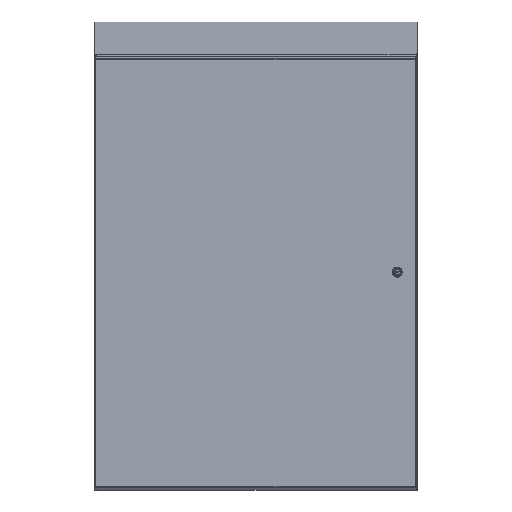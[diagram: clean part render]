
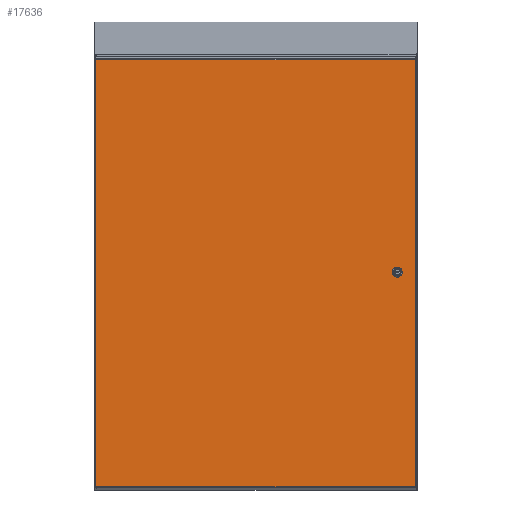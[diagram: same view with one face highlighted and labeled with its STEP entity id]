
A CAD part, top view. The second image highlights one B-rep face of the part: STEP entity #17636.
In plain terms, the highlighted planar face has unit normal (0, 0, 1).
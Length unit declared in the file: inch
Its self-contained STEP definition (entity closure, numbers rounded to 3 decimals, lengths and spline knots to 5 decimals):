
#739=PLANE('',#19085);
#1846=LINE('',#32996,#3215);
#1850=LINE('',#33008,#3219);
#1854=LINE('',#33020,#3223);
#1858=LINE('',#33030,#3227);
#1864=LINE('',#33065,#3233);
#1894=LINE('',#33353,#3263);
#1910=LINE('',#33643,#3279);
#1912=LINE('',#33647,#3281);
#3215=VECTOR('',#22299,0.42712);
#3219=VECTOR('',#22311,0.42712);
#3223=VECTOR('',#22323,0.42712);
#3227=VECTOR('',#22335,0.42712);
#3233=VECTOR('',#22345,47.64636);
#3263=VECTOR('',#22397,47.64636);
#3279=VECTOR('',#22431,35.6645);
#3281=VECTOR('',#22437,35.6645);
#4270=FACE_BOUND('',#6189,.T.);
#4271=FACE_BOUND('',#6190,.T.);
#6189=EDGE_LOOP('',(#13891,#13892,#13893,#13894,#13895,#13896,#13897,#13898));
#6190=EDGE_LOOP('',(#13899,#13900,#13901,#13902));
#7183=CIRCLE('',#19046,0.453);
#7185=CIRCLE('',#19050,0.453);
#7187=CIRCLE('',#19054,0.453);
#7189=CIRCLE('',#19058,0.453);
#8321=VERTEX_POINT('',#32987);
#8322=VERTEX_POINT('',#32989);
#8324=VERTEX_POINT('',#32995);
#8326=VERTEX_POINT('',#33001);
#8328=VERTEX_POINT('',#33007);
#8330=VERTEX_POINT('',#33013);
#8332=VERTEX_POINT('',#33019);
#8334=VERTEX_POINT('',#33025);
#8340=VERTEX_POINT('',#33042);
#8343=VERTEX_POINT('',#33057);
#8367=VERTEX_POINT('',#33311);
#8369=VERTEX_POINT('',#33352);
#10248=EDGE_CURVE('',#8322,#8321,#7183,.T.);
#10251=EDGE_CURVE('',#8324,#8322,#1846,.T.);
#10254=EDGE_CURVE('',#8326,#8324,#7185,.T.);
#10257=EDGE_CURVE('',#8328,#8326,#1850,.T.);
#10260=EDGE_CURVE('',#8330,#8328,#7187,.T.);
#10263=EDGE_CURVE('',#8332,#8330,#1854,.T.);
#10266=EDGE_CURVE('',#8334,#8332,#7189,.T.);
#10269=EDGE_CURVE('',#8321,#8334,#1858,.T.);
#10278=EDGE_CURVE('',#8340,#8343,#1864,.T.);
#10322=EDGE_CURVE('',#8369,#8367,#1894,.T.);
#10352=EDGE_CURVE('',#8343,#8369,#1910,.T.);
#10354=EDGE_CURVE('',#8367,#8340,#1912,.T.);
#13891=ORIENTED_EDGE('',*,*,#10248,.T.);
#13892=ORIENTED_EDGE('',*,*,#10269,.T.);
#13893=ORIENTED_EDGE('',*,*,#10266,.T.);
#13894=ORIENTED_EDGE('',*,*,#10263,.T.);
#13895=ORIENTED_EDGE('',*,*,#10260,.T.);
#13896=ORIENTED_EDGE('',*,*,#10257,.T.);
#13897=ORIENTED_EDGE('',*,*,#10254,.T.);
#13898=ORIENTED_EDGE('',*,*,#10251,.T.);
#13899=ORIENTED_EDGE('',*,*,#10354,.T.);
#13900=ORIENTED_EDGE('',*,*,#10278,.T.);
#13901=ORIENTED_EDGE('',*,*,#10352,.T.);
#13902=ORIENTED_EDGE('',*,*,#10322,.T.);
#17636=ADVANCED_FACE('',(#4270,#4271),#739,.T.);
#19046=AXIS2_PLACEMENT_3D('',#32990,#22293,#22294);
#19050=AXIS2_PLACEMENT_3D('',#33002,#22305,#22306);
#19054=AXIS2_PLACEMENT_3D('',#33014,#22317,#22318);
#19058=AXIS2_PLACEMENT_3D('',#33026,#22329,#22330);
#19085=AXIS2_PLACEMENT_3D('',#33649,#22440,#22441);
#22293=DIRECTION('center_axis',(0.,0.,-1.));
#22294=DIRECTION('ref_axis',(0.882,0.471,0.));
#22299=DIRECTION('',(1.,0.,0.));
#22305=DIRECTION('center_axis',(0.,0.,-1.));
#22306=DIRECTION('ref_axis',(-0.471,0.882,0.));
#22311=DIRECTION('',(0.,1.,0.));
#22317=DIRECTION('center_axis',(0.,0.,-1.));
#22318=DIRECTION('ref_axis',(-0.882,-0.471,0.));
#22323=DIRECTION('',(-1.,0.,0.));
#22329=DIRECTION('center_axis',(0.,0.,-1.));
#22330=DIRECTION('ref_axis',(0.471,-0.882,0.));
#22335=DIRECTION('',(0.,-1.,0.));
#22345=DIRECTION('',(0.,1.,0.));
#22397=DIRECTION('',(0.,-1.,0.));
#22431=DIRECTION('',(-1.,0.,0.));
#22437=DIRECTION('',(1.,0.,0.));
#22440=DIRECTION('center_axis',(0.,0.,1.));
#22441=DIRECTION('ref_axis',(1.,0.,0.));
#32987=CARTESIAN_POINT('',(33.71087,-23.05816,0.074));
#32989=CARTESIAN_POINT('',(33.52499,-22.87223,0.074));
#32990=CARTESIAN_POINT('Origin',(33.31134,-23.27168,0.074));
#32995=CARTESIAN_POINT('',(33.09787,-22.87223,0.074));
#32996=CARTESIAN_POINT('',(25.51193,-22.87223,0.074));
#33001=CARTESIAN_POINT('',(32.91187,-23.05816,0.074));
#33002=CARTESIAN_POINT('Origin',(33.31134,-23.27177,0.074));
#33007=CARTESIAN_POINT('',(32.91187,-23.48529,0.074));
#33008=CARTESIAN_POINT('',(32.91187,-23.22744,0.074));
#33013=CARTESIAN_POINT('',(33.0978,-23.67123,0.074));
#33014=CARTESIAN_POINT('Origin',(33.31137,-23.27173,0.074));
#33019=CARTESIAN_POINT('',(33.52493,-23.67123,0.074));
#33020=CARTESIAN_POINT('',(25.29833,-23.67123,0.074));
#33025=CARTESIAN_POINT('',(33.71087,-23.48529,0.074));
#33026=CARTESIAN_POINT('Origin',(33.31137,-23.27173,0.074));
#33030=CARTESIAN_POINT('',(33.71087,-23.44101,0.074));
#33042=CARTESIAN_POINT('',(35.33112,-47.2199,0.074));
#33057=CARTESIAN_POINT('',(35.33112,0.42645,0.074));
#33065=CARTESIAN_POINT('',(35.33112,-35.34516,0.074));
#33311=CARTESIAN_POINT('',(-0.33338,-47.2199,0.074));
#33352=CARTESIAN_POINT('',(-0.33338,0.42645,0.074));
#33353=CARTESIAN_POINT('',(-0.33338,-11.44829,0.074));
#33643=CARTESIAN_POINT('',(26.41499,0.42645,0.074));
#33647=CARTESIAN_POINT('',(8.58274,-47.2199,0.074));
#33649=CARTESIAN_POINT('Origin',(17.49887,-23.39673,0.074));
